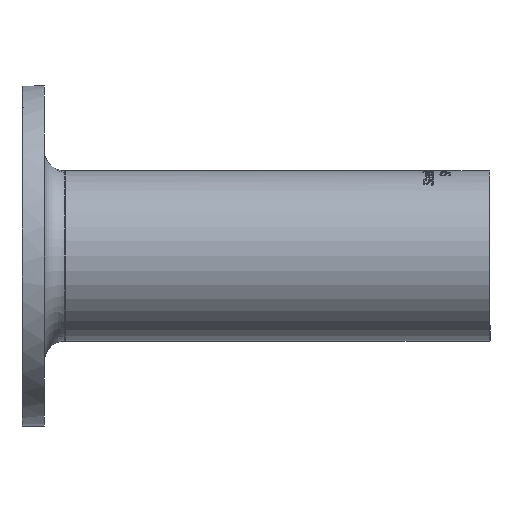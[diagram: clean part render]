
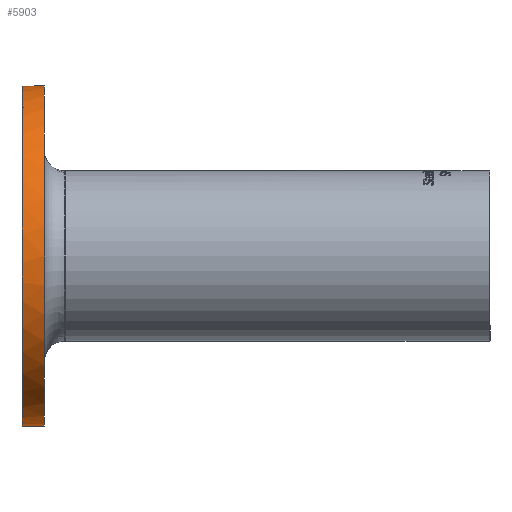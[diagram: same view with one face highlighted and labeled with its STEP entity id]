
A CAD part, front view. The second image highlights one B-rep face of the part: STEP entity #5903.
In plain terms, the highlighted cylindrical face has radius 25.4 mm (diameter 50.8 mm), a full revolution.
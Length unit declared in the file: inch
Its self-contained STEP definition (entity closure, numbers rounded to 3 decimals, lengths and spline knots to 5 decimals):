
#102=FACE_BOUND('',#1086,.T.);
#718=FACE_OUTER_BOUND('',#1085,.T.);
#1085=EDGE_LOOP('',(#5491,#5492));
#1086=EDGE_LOOP('',(#5493));
#1373=B_SPLINE_CURVE_WITH_KNOTS('',3,(#14453,#14454,#14455,#14456,#14457,
#14458,#14459,#14460,#14461,#14462,#14463,#14464,#14465,#14466,#14467,#14468,
#14469,#14470,#14471,#14472,#14473,#14474,#14475,#14476,#14477,#14478,#14479,
#14480,#14481,#14482,#14483,#14484,#14485,#14486,#14487,#14488,#14489,#14490,
#14491,#14492,#14493,#14494,#14495,#14496,#14497,#14498,#14499,#14500,#14501,
#14502,#14503,#14504,#14505,#14506,#14507,#14508,#14509,#14510,#14511,#14512,
#14513,#14514,#14515,#14516,#14517,#14518,#14519,#14520,#14521,#14522,#14523,
#14524,#14525,#14526,#14527,#14528,#14529,#14530,#14531,#14532,#14533,#14534,
#14535,#14536,#14537,#14538,#14539,#14540,#14541,#14542,#14543,#14544,#14545,
#14546),.UNSPECIFIED.,.F.,.F.,(4,3,3,3,3,3,3,3,3,3,3,3,3,3,3,3,3,3,3,3,
3,3,3,3,3,3,3,3,3,3,3,4),(0.,0.63291,0.99478,1.26513,
1.8984,2.00023,2.53095,3.00831,3.16336,
3.79678,4.02648,4.42905,4.58323,5.03115,
5.06185,5.69486,6.02473,6.32704,6.96006,
7.00782,7.59268,7.97966,8.14453,8.22486,
8.85785,8.93783,9.49028,9.87706,10.1222,
10.46,10.75357,10.9754),.UNSPECIFIED.);
#1525=CIRCLE('',#6288,1.);
#1526=CIRCLE('',#6289,1.);
#2892=VERTEX_POINT('',#14451);
#2893=VERTEX_POINT('',#14452);
#2898=VERTEX_POINT('',#15693);
#3759=EDGE_CURVE('',#2892,#2893,#1373,.T.);
#3765=EDGE_CURVE('',#2893,#2892,#1525,.T.);
#3766=EDGE_CURVE('',#2898,#2898,#1526,.T.);
#5491=ORIENTED_EDGE('',*,*,#3759,.T.);
#5492=ORIENTED_EDGE('',*,*,#3765,.T.);
#5493=ORIENTED_EDGE('',*,*,#3766,.F.);
#5548=CYLINDRICAL_SURFACE('',#6287,1.);
#5903=ADVANCED_FACE('',(#718,#102),#5548,.T.);
#6287=AXIS2_PLACEMENT_3D('',#15691,#7442,#7443);
#6288=AXIS2_PLACEMENT_3D('',#15692,#7444,#7445);
#6289=AXIS2_PLACEMENT_3D('',#15694,#7446,#7447);
#7442=DIRECTION('center_axis',(1.,0.,0.));
#7443=DIRECTION('ref_axis',(0.,1.,0.));
#7444=DIRECTION('center_axis',(1.,0.,0.));
#7445=DIRECTION('ref_axis',(0.,1.,0.));
#7446=DIRECTION('center_axis',(1.,0.,0.));
#7447=DIRECTION('ref_axis',(0.,1.,0.));
#14451=CARTESIAN_POINT('',(0.,0.62349,-0.78183));
#14452=CARTESIAN_POINT('',(0.,-0.96396,-0.26604));
#14453=CARTESIAN_POINT('Ctrl Pts',(0.,0.62349,
-0.78183));
#14454=CARTESIAN_POINT('Ctrl Pts',(0.00062,0.68843,
-0.73005));
#14455=CARTESIAN_POINT('Ctrl Pts',(0.00113,0.74652,
-0.67049));
#14456=CARTESIAN_POINT('Ctrl Pts',(0.00159,0.79652,
-0.60463));
#14457=CARTESIAN_POINT('Ctrl Pts',(0.00186,0.82511,
-0.56697));
#14458=CARTESIAN_POINT('Ctrl Pts',(0.0021,0.85104,
-0.52724));
#14459=CARTESIAN_POINT('Ctrl Pts',(0.00233,0.87411,
-0.48573));
#14460=CARTESIAN_POINT('Ctrl Pts',(0.0025,0.89135,
-0.45472));
#14461=CARTESIAN_POINT('Ctrl Pts',(0.00266,0.90689,
-0.42287));
#14462=CARTESIAN_POINT('Ctrl Pts',(0.00281,0.92069,
-0.39033));
#14463=CARTESIAN_POINT('Ctrl Pts',(0.00317,0.953,
-0.31411));
#14464=CARTESIAN_POINT('Ctrl Pts',(0.00348,0.97576,
-0.23408));
#14465=CARTESIAN_POINT('Ctrl Pts',(0.00377,0.98838,
-0.15209));
#14466=CARTESIAN_POINT('Ctrl Pts',(0.00381,0.99041,
-0.1389));
#14467=CARTESIAN_POINT('Ctrl Pts',(0.00386,0.99217,
-0.12567));
#14468=CARTESIAN_POINT('Ctrl Pts',(0.0039,0.99368,
-0.11239));
#14469=CARTESIAN_POINT('Ctrl Pts',(0.00413,1.00149,
-0.04318));
#14470=CARTESIAN_POINT('Ctrl Pts',(0.00434,1.00206,
0.02649));
#14471=CARTESIAN_POINT('Ctrl Pts',(0.00452,0.99544,
0.09548));
#14472=CARTESIAN_POINT('Ctrl Pts',(0.00469,0.98949,
0.15754));
#14473=CARTESIAN_POINT('Ctrl Pts',(0.00484,0.97772,
0.21906));
#14474=CARTESIAN_POINT('Ctrl Pts',(0.00498,0.96024,
0.27921));
#14475=CARTESIAN_POINT('Ctrl Pts',(0.00502,0.95456,
0.29875));
#14476=CARTESIAN_POINT('Ctrl Pts',(0.00506,0.94829,
0.31809));
#14477=CARTESIAN_POINT('Ctrl Pts',(0.0051,0.94145,
0.3372));
#14478=CARTESIAN_POINT('Ctrl Pts',(0.00527,0.91349,
0.41525));
#14479=CARTESIAN_POINT('Ctrl Pts',(0.00542,0.87594,
0.4895));
#14480=CARTESIAN_POINT('Ctrl Pts',(0.00554,0.8297,
0.55822));
#14481=CARTESIAN_POINT('Ctrl Pts',(0.00558,0.81293,
0.58315));
#14482=CARTESIAN_POINT('Ctrl Pts',(0.00562,0.79501,
0.60734));
#14483=CARTESIAN_POINT('Ctrl Pts',(0.00566,0.77599,
0.63073));
#14484=CARTESIAN_POINT('Ctrl Pts',(0.00572,0.74267,
0.67173));
#14485=CARTESIAN_POINT('Ctrl Pts',(0.00578,0.70623,
0.70993));
#14486=CARTESIAN_POINT('Ctrl Pts',(0.00582,0.66706,
0.74501));
#14487=CARTESIAN_POINT('Ctrl Pts',(0.00584,0.65205,
0.75844));
#14488=CARTESIAN_POINT('Ctrl Pts',(0.00586,0.63665,
0.77142));
#14489=CARTESIAN_POINT('Ctrl Pts',(0.00587,0.62086,
0.78392));
#14490=CARTESIAN_POINT('Ctrl Pts',(0.00592,0.57499,
0.82023));
#14491=CARTESIAN_POINT('Ctrl Pts',(0.00595,0.52593,
0.85256));
#14492=CARTESIAN_POINT('Ctrl Pts',(0.00597,0.47417,
0.88043));
#14493=CARTESIAN_POINT('Ctrl Pts',(0.00597,0.47063,
0.88234));
#14494=CARTESIAN_POINT('Ctrl Pts',(0.00597,0.46707,
0.88423));
#14495=CARTESIAN_POINT('Ctrl Pts',(0.00598,0.4635,
0.8861));
#14496=CARTESIAN_POINT('Ctrl Pts',(0.006,0.38994,
0.92458));
#14497=CARTESIAN_POINT('Ctrl Pts',(0.00601,0.31199,
0.95368));
#14498=CARTESIAN_POINT('Ctrl Pts',(0.006,0.23152,
0.97283));
#14499=CARTESIAN_POINT('Ctrl Pts',(0.00599,0.18958,
0.98281));
#14500=CARTESIAN_POINT('Ctrl Pts',(0.00598,0.14695,
0.99008));
#14501=CARTESIAN_POINT('Ctrl Pts',(0.00596,0.1039,
0.99458));
#14502=CARTESIAN_POINT('Ctrl Pts',(0.00594,0.06444,
0.9987));
#14503=CARTESIAN_POINT('Ctrl Pts',(0.00592,0.02485,
1.00047));
#14504=CARTESIAN_POINT('Ctrl Pts',(0.00589,-0.01467,
0.99989));
#14505=CARTESIAN_POINT('Ctrl Pts',(0.00583,-0.0974,
0.99868));
#14506=CARTESIAN_POINT('Ctrl Pts',(0.00575,-0.17981,
0.9872));
#14507=CARTESIAN_POINT('Ctrl Pts',(0.00565,-0.25995,
0.96563));
#14508=CARTESIAN_POINT('Ctrl Pts',(0.00564,-0.266,
0.964));
#14509=CARTESIAN_POINT('Ctrl Pts',(0.00564,-0.27203,
0.96231));
#14510=CARTESIAN_POINT('Ctrl Pts',(0.00563,-0.27805,
0.96057));
#14511=CARTESIAN_POINT('Ctrl Pts',(0.00553,-0.35178,
0.93922));
#14512=CARTESIAN_POINT('Ctrl Pts',(0.00541,-0.42265,
0.90952));
#14513=CARTESIAN_POINT('Ctrl Pts',(0.00528,-0.4893,
0.87212));
#14514=CARTESIAN_POINT('Ctrl Pts',(0.00519,-0.53339,
0.84738));
#14515=CARTESIAN_POINT('Ctrl Pts',(0.00509,-0.57564,
0.81927));
#14516=CARTESIAN_POINT('Ctrl Pts',(0.00498,-0.61566,
0.78801));
#14517=CARTESIAN_POINT('Ctrl Pts',(0.00493,-0.63272,
0.77469));
#14518=CARTESIAN_POINT('Ctrl Pts',(0.00488,-0.64931,
0.76083));
#14519=CARTESIAN_POINT('Ctrl Pts',(0.00483,-0.66542,
0.74647));
#14520=CARTESIAN_POINT('Ctrl Pts',(0.00481,-0.67327,
0.73948));
#14521=CARTESIAN_POINT('Ctrl Pts',(0.00478,-0.68101,
0.73236));
#14522=CARTESIAN_POINT('Ctrl Pts',(0.00476,-0.68863,
0.72513));
#14523=CARTESIAN_POINT('Ctrl Pts',(0.00455,-0.74866,
0.66811));
#14524=CARTESIAN_POINT('Ctrl Pts',(0.00433,-0.80144,
0.60381));
#14525=CARTESIAN_POINT('Ctrl Pts',(0.00407,-0.84571,
0.53365));
#14526=CARTESIAN_POINT('Ctrl Pts',(0.00403,-0.85131,
0.52478));
#14527=CARTESIAN_POINT('Ctrl Pts',(0.004,-0.85676,
0.51583));
#14528=CARTESIAN_POINT('Ctrl Pts',(0.00396,-0.86208,
0.50678));
#14529=CARTESIAN_POINT('Ctrl Pts',(0.00373,-0.89881,
0.44427));
#14530=CARTESIAN_POINT('Ctrl Pts',(0.00347,-0.92858,
0.37809));
#14531=CARTESIAN_POINT('Ctrl Pts',(0.00318,-0.95092,
0.30944));
#14532=CARTESIAN_POINT('Ctrl Pts',(0.00298,-0.96657,
0.26137));
#14533=CARTESIAN_POINT('Ctrl Pts',(0.00276,-0.97856,
0.21208));
#14534=CARTESIAN_POINT('Ctrl Pts',(0.00253,-0.98679,
0.16199));
#14535=CARTESIAN_POINT('Ctrl Pts',(0.00238,-0.992,
0.13024));
#14536=CARTESIAN_POINT('Ctrl Pts',(0.00222,-0.99568,
0.09829));
#14537=CARTESIAN_POINT('Ctrl Pts',(0.00206,-0.99781,
0.06624));
#14538=CARTESIAN_POINT('Ctrl Pts',(0.00183,-1.00074,
0.02208));
#14539=CARTESIAN_POINT('Ctrl Pts',(0.00159,-1.00073,
-0.02226));
#14540=CARTESIAN_POINT('Ctrl Pts',(0.00133,-0.99778,
-0.06649));
#14541=CARTESIAN_POINT('Ctrl Pts',(0.00111,-0.99522,
-0.10493));
#14542=CARTESIAN_POINT('Ctrl Pts',(0.00087,-0.99045,
-0.14317));
#14543=CARTESIAN_POINT('Ctrl Pts',(0.00061,-0.98349,
-0.18101));
#14544=CARTESIAN_POINT('Ctrl Pts',(0.00042,-0.97822,
-0.20961));
#14545=CARTESIAN_POINT('Ctrl Pts',(0.00022,-0.97171,
-0.23797));
#14546=CARTESIAN_POINT('Ctrl Pts',(0.,-0.96396,
-0.26604));
#15691=CARTESIAN_POINT('Origin',(0.065,0.,0.));
#15692=CARTESIAN_POINT('Origin',(0.,0.,0.));
#15693=CARTESIAN_POINT('',(0.13,1.,0.));
#15694=CARTESIAN_POINT('Origin',(0.13,0.,0.));
